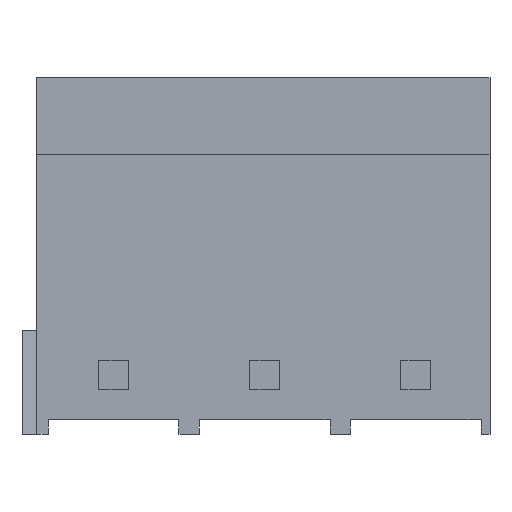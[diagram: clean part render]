
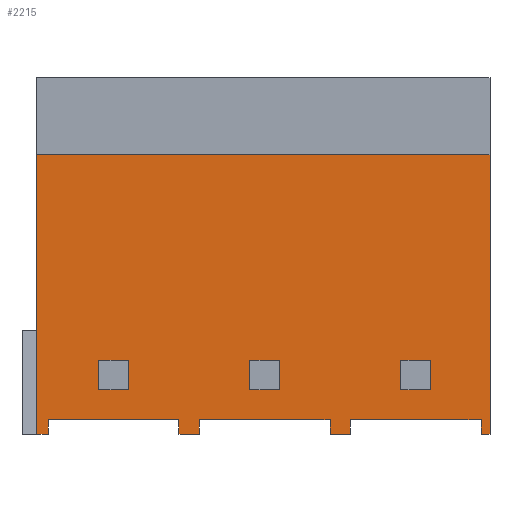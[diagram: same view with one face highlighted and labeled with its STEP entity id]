
A CAD part, front view. The second image highlights one B-rep face of the part: STEP entity #2215.
In plain terms, the highlighted planar face has unit normal (0, -1, 0).
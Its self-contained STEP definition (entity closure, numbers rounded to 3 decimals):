
#128=DIRECTION('',(0.,0.,-1.));
#129=VECTOR('',#128,9.4);
#130=CARTESIAN_POINT('',(7.62,-3.85,-2.6));
#131=LINE('',#130,#129);
#531=DIRECTION('',(1.,0.,0.));
#532=VECTOR('',#531,4.4);
#533=CARTESIAN_POINT('',(-7.24,-3.85,-11.5));
#534=LINE('',#533,#532);
#535=DIRECTION('',(0.,0.,1.));
#536=VECTOR('',#535,0.5);
#537=CARTESIAN_POINT('',(-7.24,-3.85,-12.));
#538=LINE('',#537,#536);
#539=DIRECTION('',(-1.,0.,0.));
#540=VECTOR('',#539,15.24);
#541=CARTESIAN_POINT('',(7.62,-3.85,-2.6));
#542=LINE('',#541,#540);
#543=DIRECTION('',(0.,0.,1.));
#544=VECTOR('',#543,0.5);
#545=CARTESIAN_POINT('',(7.32,-3.85,-12.));
#546=LINE('',#545,#544);
#547=DIRECTION('',(1.,0.,0.));
#548=VECTOR('',#547,4.4);
#549=CARTESIAN_POINT('',(2.92,-3.85,-11.5));
#550=LINE('',#549,#548);
#551=DIRECTION('',(0.,0.,1.));
#552=VECTOR('',#551,0.5);
#553=CARTESIAN_POINT('',(2.92,-3.85,-12.));
#554=LINE('',#553,#552);
#555=DIRECTION('',(0.,0.,1.));
#556=VECTOR('',#555,0.5);
#557=CARTESIAN_POINT('',(2.24,-3.85,-12.));
#558=LINE('',#557,#556);
#559=DIRECTION('',(1.,0.,0.));
#560=VECTOR('',#559,4.4);
#561=CARTESIAN_POINT('',(-2.16,-3.85,-11.5));
#562=LINE('',#561,#560);
#563=DIRECTION('',(0.,0.,1.));
#564=VECTOR('',#563,0.5);
#565=CARTESIAN_POINT('',(-2.16,-3.85,-12.));
#566=LINE('',#565,#564);
#567=DIRECTION('',(0.,0.,1.));
#568=VECTOR('',#567,0.5);
#569=CARTESIAN_POINT('',(-2.84,-3.85,-12.));
#570=LINE('',#569,#568);
#571=DIRECTION('',(0.,0.,-1.));
#572=VECTOR('',#571,1.);
#573=CARTESIAN_POINT('',(4.62,-3.85,-9.5));
#574=LINE('',#573,#572);
#575=DIRECTION('',(1.,0.,0.));
#576=VECTOR('',#575,1.);
#577=CARTESIAN_POINT('',(4.62,-3.85,-10.5));
#578=LINE('',#577,#576);
#579=DIRECTION('',(0.,0.,1.));
#580=VECTOR('',#579,1.);
#581=CARTESIAN_POINT('',(5.62,-3.85,-10.5));
#582=LINE('',#581,#580);
#583=DIRECTION('',(-1.,0.,0.));
#584=VECTOR('',#583,1.);
#585=CARTESIAN_POINT('',(5.62,-3.85,-9.5));
#586=LINE('',#585,#584);
#587=DIRECTION('',(0.,0.,-1.));
#588=VECTOR('',#587,1.);
#589=CARTESIAN_POINT('',(-0.46,-3.85,-9.5));
#590=LINE('',#589,#588);
#591=DIRECTION('',(1.,0.,0.));
#592=VECTOR('',#591,1.);
#593=CARTESIAN_POINT('',(-0.46,-3.85,-10.5));
#594=LINE('',#593,#592);
#595=DIRECTION('',(0.,0.,1.));
#596=VECTOR('',#595,1.);
#597=CARTESIAN_POINT('',(0.54,-3.85,-10.5));
#598=LINE('',#597,#596);
#599=DIRECTION('',(-1.,0.,0.));
#600=VECTOR('',#599,1.);
#601=CARTESIAN_POINT('',(0.54,-3.85,-9.5));
#602=LINE('',#601,#600);
#603=DIRECTION('',(0.,0.,-1.));
#604=VECTOR('',#603,1.);
#605=CARTESIAN_POINT('',(-5.54,-3.85,-9.5));
#606=LINE('',#605,#604);
#607=DIRECTION('',(1.,0.,0.));
#608=VECTOR('',#607,1.);
#609=CARTESIAN_POINT('',(-5.54,-3.85,-10.5));
#610=LINE('',#609,#608);
#611=DIRECTION('',(0.,0.,1.));
#612=VECTOR('',#611,1.);
#613=CARTESIAN_POINT('',(-4.54,-3.85,-10.5));
#614=LINE('',#613,#612);
#615=DIRECTION('',(-1.,0.,0.));
#616=VECTOR('',#615,1.);
#617=CARTESIAN_POINT('',(-4.54,-3.85,-9.5));
#618=LINE('',#617,#616);
#623=DIRECTION('',(-1.,0.,0.));
#624=VECTOR('',#623,0.3);
#625=CARTESIAN_POINT('',(7.62,-3.85,-12.));
#626=LINE('',#625,#624);
#631=DIRECTION('',(-1.,0.,0.));
#632=VECTOR('',#631,0.68);
#633=CARTESIAN_POINT('',(2.92,-3.85,-12.));
#634=LINE('',#633,#632);
#643=DIRECTION('',(-1.,0.,0.));
#644=VECTOR('',#643,0.68);
#645=CARTESIAN_POINT('',(-2.16,-3.85,-12.));
#646=LINE('',#645,#644);
#663=DIRECTION('',(-1.,0.,0.));
#664=VECTOR('',#663,0.38);
#665=CARTESIAN_POINT('',(-7.24,-3.85,-12.));
#666=LINE('',#665,#664);
#707=DIRECTION('',(0.,0.,-1.));
#708=VECTOR('',#707,9.4);
#709=CARTESIAN_POINT('',(-7.62,-3.85,-2.6));
#710=LINE('',#709,#708);
#1198=CARTESIAN_POINT('',(7.62,-3.85,-2.6));
#1199=VERTEX_POINT('',#1198);
#1200=CARTESIAN_POINT('',(7.62,-3.85,-12.));
#1201=VERTEX_POINT('',#1200);
#1232=CARTESIAN_POINT('',(-7.62,-3.85,-2.6));
#1233=VERTEX_POINT('',#1232);
#1234=CARTESIAN_POINT('',(-7.62,-3.85,-12.));
#1235=VERTEX_POINT('',#1234);
#1296=CARTESIAN_POINT('',(2.92,-3.85,-11.5));
#1297=CARTESIAN_POINT('',(7.32,-3.85,-11.5));
#1298=VERTEX_POINT('',#1296);
#1299=VERTEX_POINT('',#1297);
#1300=CARTESIAN_POINT('',(2.92,-3.85,-12.));
#1301=VERTEX_POINT('',#1300);
#1302=CARTESIAN_POINT('',(7.32,-3.85,-12.));
#1303=VERTEX_POINT('',#1302);
#1312=CARTESIAN_POINT('',(-2.16,-3.85,-11.5));
#1313=CARTESIAN_POINT('',(2.24,-3.85,-11.5));
#1314=VERTEX_POINT('',#1312);
#1315=VERTEX_POINT('',#1313);
#1316=CARTESIAN_POINT('',(-2.16,-3.85,-12.));
#1317=VERTEX_POINT('',#1316);
#1318=CARTESIAN_POINT('',(2.24,-3.85,-12.));
#1319=VERTEX_POINT('',#1318);
#1368=CARTESIAN_POINT('',(4.62,-3.85,-9.5));
#1369=CARTESIAN_POINT('',(4.62,-3.85,-10.5));
#1370=VERTEX_POINT('',#1368);
#1371=VERTEX_POINT('',#1369);
#1372=CARTESIAN_POINT('',(5.62,-3.85,-10.5));
#1373=VERTEX_POINT('',#1372);
#1374=CARTESIAN_POINT('',(5.62,-3.85,-9.5));
#1375=VERTEX_POINT('',#1374);
#1384=CARTESIAN_POINT('',(-0.46,-3.85,-9.5));
#1385=CARTESIAN_POINT('',(-0.46,-3.85,-10.5));
#1386=VERTEX_POINT('',#1384);
#1387=VERTEX_POINT('',#1385);
#1388=CARTESIAN_POINT('',(0.54,-3.85,-10.5));
#1389=VERTEX_POINT('',#1388);
#1390=CARTESIAN_POINT('',(0.54,-3.85,-9.5));
#1391=VERTEX_POINT('',#1390);
#1484=CARTESIAN_POINT('',(-5.54,-3.85,-9.5));
#1485=CARTESIAN_POINT('',(-5.54,-3.85,-10.5));
#1486=VERTEX_POINT('',#1484);
#1487=VERTEX_POINT('',#1485);
#1488=CARTESIAN_POINT('',(-4.54,-3.85,-10.5));
#1489=VERTEX_POINT('',#1488);
#1490=CARTESIAN_POINT('',(-4.54,-3.85,-9.5));
#1491=VERTEX_POINT('',#1490);
#1512=CARTESIAN_POINT('',(-7.24,-3.85,-11.5));
#1513=CARTESIAN_POINT('',(-2.84,-3.85,-11.5));
#1514=VERTEX_POINT('',#1512);
#1515=VERTEX_POINT('',#1513);
#1516=CARTESIAN_POINT('',(-7.24,-3.85,-12.));
#1517=VERTEX_POINT('',#1516);
#1518=CARTESIAN_POINT('',(-2.84,-3.85,-12.));
#1519=VERTEX_POINT('',#1518);
#2150=CARTESIAN_POINT('',(7.62,-3.85,-2.6));
#2151=DIRECTION('',(0.,-1.,0.));
#2152=DIRECTION('',(0.,0.,-1.));
#2153=AXIS2_PLACEMENT_3D('',#2150,#2151,#2152);
#2154=PLANE('',#2153);
#2155=ORIENTED_EDGE('',*,*,#2140,.F.);
#2157=ORIENTED_EDGE('',*,*,#2156,.F.);
#2159=ORIENTED_EDGE('',*,*,#2158,.T.);
#2161=ORIENTED_EDGE('',*,*,#2160,.F.);
#2163=ORIENTED_EDGE('',*,*,#2162,.F.);
#2164=ORIENTED_EDGE('',*,*,#1577,.T.);
#2166=ORIENTED_EDGE('',*,*,#2165,.T.);
#2167=ORIENTED_EDGE('',*,*,#2070,.T.);
#2168=ORIENTED_EDGE('',*,*,#2091,.F.);
#2170=ORIENTED_EDGE('',*,*,#2169,.F.);
#2172=ORIENTED_EDGE('',*,*,#2171,.T.);
#2174=ORIENTED_EDGE('',*,*,#2173,.T.);
#2176=ORIENTED_EDGE('',*,*,#2175,.F.);
#2178=ORIENTED_EDGE('',*,*,#2177,.F.);
#2180=ORIENTED_EDGE('',*,*,#2179,.T.);
#2182=ORIENTED_EDGE('',*,*,#2181,.T.);
#2183=EDGE_LOOP('',(#2155,#2157,#2159,#2161,#2163,#2164,#2166,#2167,#2168,#2170,
#2172,#2174,#2176,#2178,#2180,#2182));
#2184=FACE_OUTER_BOUND('',#2183,.F.);
#2186=ORIENTED_EDGE('',*,*,#2185,.T.);
#2188=ORIENTED_EDGE('',*,*,#2187,.T.);
#2190=ORIENTED_EDGE('',*,*,#2189,.T.);
#2192=ORIENTED_EDGE('',*,*,#2191,.T.);
#2193=EDGE_LOOP('',(#2186,#2188,#2190,#2192));
#2194=FACE_BOUND('',#2193,.F.);
#2196=ORIENTED_EDGE('',*,*,#2195,.T.);
#2198=ORIENTED_EDGE('',*,*,#2197,.T.);
#2200=ORIENTED_EDGE('',*,*,#2199,.T.);
#2202=ORIENTED_EDGE('',*,*,#2201,.T.);
#2203=EDGE_LOOP('',(#2196,#2198,#2200,#2202));
#2204=FACE_BOUND('',#2203,.F.);
#2206=ORIENTED_EDGE('',*,*,#2205,.T.);
#2208=ORIENTED_EDGE('',*,*,#2207,.T.);
#2210=ORIENTED_EDGE('',*,*,#2209,.T.);
#2212=ORIENTED_EDGE('',*,*,#2211,.T.);
#2213=EDGE_LOOP('',(#2206,#2208,#2210,#2212));
#2214=FACE_BOUND('',#2213,.F.);
#2215=ADVANCED_FACE('',(#2184,#2194,#2204,#2214),#2154,.T.);
#1577=EDGE_CURVE('',#1199,#1201,#131,.T.);
#2070=EDGE_CURVE('',#1303,#1299,#546,.T.);
#2091=EDGE_CURVE('',#1298,#1299,#550,.T.);
#2140=EDGE_CURVE('',#1514,#1515,#534,.T.);
#2156=EDGE_CURVE('',#1517,#1514,#538,.T.);
#2158=EDGE_CURVE('',#1517,#1235,#666,.T.);
#2160=EDGE_CURVE('',#1233,#1235,#710,.T.);
#2162=EDGE_CURVE('',#1199,#1233,#542,.T.);
#2165=EDGE_CURVE('',#1201,#1303,#626,.T.);
#2169=EDGE_CURVE('',#1301,#1298,#554,.T.);
#2171=EDGE_CURVE('',#1301,#1319,#634,.T.);
#2173=EDGE_CURVE('',#1319,#1315,#558,.T.);
#2175=EDGE_CURVE('',#1314,#1315,#562,.T.);
#2177=EDGE_CURVE('',#1317,#1314,#566,.T.);
#2179=EDGE_CURVE('',#1317,#1519,#646,.T.);
#2181=EDGE_CURVE('',#1519,#1515,#570,.T.);
#2185=EDGE_CURVE('',#1370,#1371,#574,.T.);
#2187=EDGE_CURVE('',#1371,#1373,#578,.T.);
#2189=EDGE_CURVE('',#1373,#1375,#582,.T.);
#2191=EDGE_CURVE('',#1375,#1370,#586,.T.);
#2195=EDGE_CURVE('',#1386,#1387,#590,.T.);
#2197=EDGE_CURVE('',#1387,#1389,#594,.T.);
#2199=EDGE_CURVE('',#1389,#1391,#598,.T.);
#2201=EDGE_CURVE('',#1391,#1386,#602,.T.);
#2205=EDGE_CURVE('',#1486,#1487,#606,.T.);
#2207=EDGE_CURVE('',#1487,#1489,#610,.T.);
#2209=EDGE_CURVE('',#1489,#1491,#614,.T.);
#2211=EDGE_CURVE('',#1491,#1486,#618,.T.);
